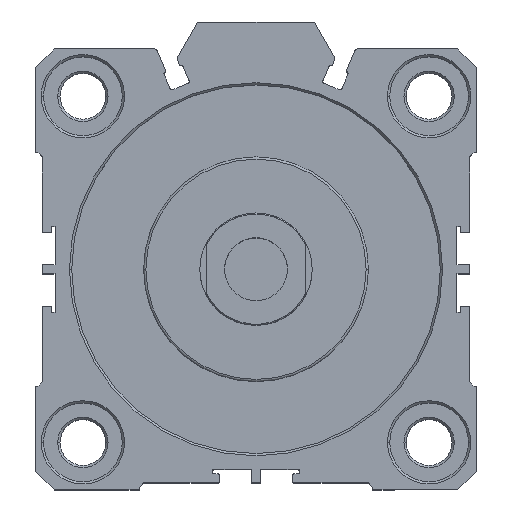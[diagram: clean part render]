
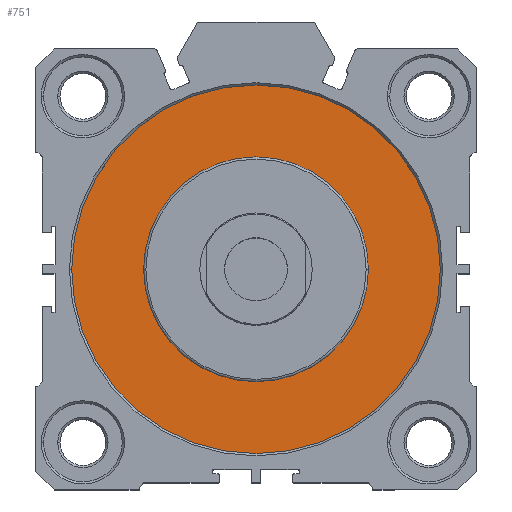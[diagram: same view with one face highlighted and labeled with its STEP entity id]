
A CAD part, top view. The second image highlights one B-rep face of the part: STEP entity #751.
In plain terms, the highlighted planar face has unit normal (0, 0, 1).
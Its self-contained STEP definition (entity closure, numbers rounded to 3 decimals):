
#134 = CARTESIAN_POINT ( 'NONE',  ( 0., 0., 23.85 ) ) ;
#209 = CARTESIAN_POINT ( 'NONE',  ( 41., 0., 23.85 ) ) ;
#211 = DIRECTION ( 'NONE',  ( 1., 0., 0. ) ) ;
#305 = AXIS2_PLACEMENT_3D ( 'NONE', #4011, #4694, #888 ) ;
#537 = FACE_BOUND ( 'NONE', #8101, .T. ) ;
#751 = ADVANCED_FACE ( 'NONE', ( #537, #3694 ), #2114, .T. ) ;
#767 = DIRECTION ( 'NONE',  ( 1., 0., 0. ) ) ;
#856 = VERTEX_POINT ( 'NONE', #209 ) ;
#888 = DIRECTION ( 'NONE',  ( 1., 0., 0. ) ) ;
#913 = CARTESIAN_POINT ( 'NONE',  ( 25., 0., 23.85 ) ) ;
#1206 = DIRECTION ( 'NONE',  ( 0., 0., 1. ) ) ;
#1217 = ORIENTED_EDGE ( 'NONE', *, *, #7527, .F. ) ;
#1844 = CARTESIAN_POINT ( 'NONE',  ( 0., 0., 23.85 ) ) ;
#1892 = CARTESIAN_POINT ( 'NONE',  ( -25., 0., 23.85 ) ) ;
#2114 = PLANE ( 'NONE',  #305 ) ;
#2498 = DIRECTION ( 'NONE',  ( 1., 0., 0. ) ) ;
#2541 = VERTEX_POINT ( 'NONE', #913 ) ;
#3263 = AXIS2_PLACEMENT_3D ( 'NONE', #134, #4566, #767 ) ;
#3458 = AXIS2_PLACEMENT_3D ( 'NONE', #1844, #6276, #2498 ) ;
#3556 = CIRCLE ( 'NONE', #3263, 25. ) ;
#3694 = FACE_OUTER_BOUND ( 'NONE', #6800, .T. ) ;
#3995 = DIRECTION ( 'NONE',  ( 0., 0., 1. ) ) ;
#4011 = CARTESIAN_POINT ( 'NONE',  ( 0., 0., 23.85 ) ) ;
#4031 = AXIS2_PLACEMENT_3D ( 'NONE', #5008, #1206, #5635 ) ;
#4566 = DIRECTION ( 'NONE',  ( 0., 0., 1. ) ) ;
#4694 = DIRECTION ( 'NONE',  ( 0., 0., 1. ) ) ;
#4879 = CARTESIAN_POINT ( 'NONE',  ( -41., 0., 23.85 ) ) ;
#5008 = CARTESIAN_POINT ( 'NONE',  ( 0., 0., 23.85 ) ) ;
#5635 = DIRECTION ( 'NONE',  ( 1., 0., 0. ) ) ;
#5636 = EDGE_CURVE ( 'NONE', #6341, #856, #8046, .T. ) ;
#5893 = ORIENTED_EDGE ( 'NONE', *, *, #5636, .T. ) ;
#5941 = VERTEX_POINT ( 'NONE', #1892 ) ;
#6276 = DIRECTION ( 'NONE',  ( 0., 0., 1. ) ) ;
#6341 = VERTEX_POINT ( 'NONE', #4879 ) ;
#6412 = CIRCLE ( 'NONE', #3458, 25. ) ;
#6438 = EDGE_CURVE ( 'NONE', #856, #6341, #7118, .T. ) ;
#6763 = EDGE_CURVE ( 'NONE', #2541, #5941, #6412, .T. ) ;
#6800 = EDGE_LOOP ( 'NONE', ( #7601, #5893 ) ) ;
#7068 = ORIENTED_EDGE ( 'NONE', *, *, #6763, .F. ) ;
#7118 = CIRCLE ( 'NONE', #4031, 41. ) ;
#7221 = AXIS2_PLACEMENT_3D ( 'NONE', #7797, #3995, #211 ) ;
#7527 = EDGE_CURVE ( 'NONE', #5941, #2541, #3556, .T. ) ;
#7601 = ORIENTED_EDGE ( 'NONE', *, *, #6438, .T. ) ;
#7797 = CARTESIAN_POINT ( 'NONE',  ( 0., 0., 23.85 ) ) ;
#8046 = CIRCLE ( 'NONE', #7221, 41. ) ;
#8101 = EDGE_LOOP ( 'NONE', ( #1217, #7068 ) ) ;
